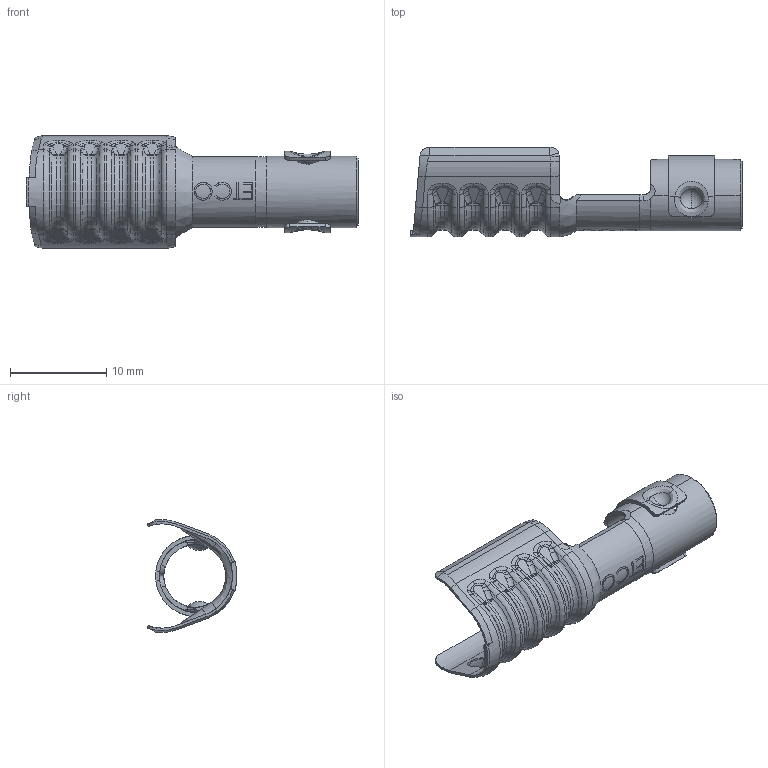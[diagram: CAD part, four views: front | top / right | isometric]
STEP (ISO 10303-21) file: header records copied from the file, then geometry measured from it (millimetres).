
FILE_DESCRIPTION (( 'STEP AP203' ), '1' );
FILE_NAME ('SP51.STEP', '2019-11-06T12:47:01', ( 'tempuser' ), ( 'Microsoft' ), 'SwSTEP 2.0', 'SolidWorks 2019', '' );
FILE_SCHEMA (( 'CONFIG_CONTROL_DESIGN' ));
Length unit declared in the file: inch
Products named in the file (3): SP51 SP98 SP98-8M SP98-8M-BH_SP51 SP98 without carrier; SCA4 expanded for mating_SCA-TR expanded for SP981 and SP823; SP51
Assembly tree (2 placements, depth 2):
  SP51
    SP51 SP98 SP98-8M SP98-8M-BH_SP51 SP98 without carrier
    SCA4 expanded for mating_SCA-TR expanded for SP981 and SP823
Bounding box: 34.54 x 9.33 x 11.76 mm (x, y, z)
Volume: 310.8 mm3; surface area: 1582.9 mm2
Topology: 2 solids, 2 shells, 504 faces, 1276 edges, 777 vertices
Faces by surface type: bspline 233, cylinder 123, plane 91, sphere 24, cone 17, torus 16
Entity records: 24593 total; most frequent: CARTESIAN_POINT 14003, ORIENTED_EDGE 2552, DIRECTION 1611, EDGE_CURVE 1276, VERTEX_POINT 777, AXIS2_PLACEMENT_3D 635, B_SPLINE_CURVE_WITH_KNOTS 521, EDGE_LOOP 509
